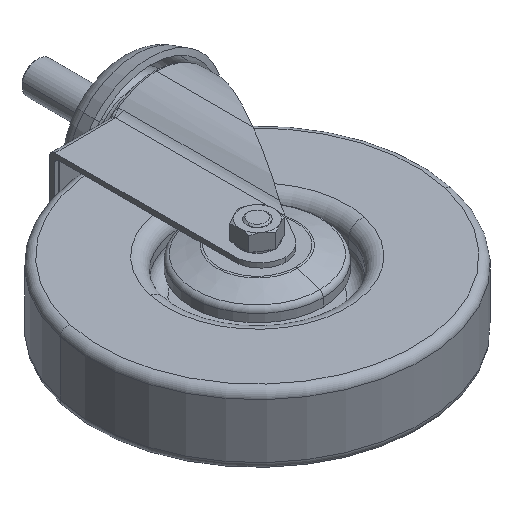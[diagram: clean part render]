
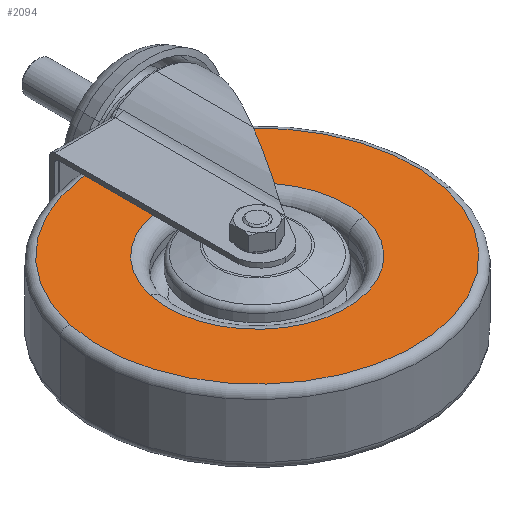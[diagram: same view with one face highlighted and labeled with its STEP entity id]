
A CAD part, isometric view. The second image highlights one B-rep face of the part: STEP entity #2094.
In plain terms, the highlighted planar face has unit normal (0, 0, 1).
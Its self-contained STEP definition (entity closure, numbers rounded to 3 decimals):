
#45 = CARTESIAN_POINT ( 'NONE',  ( -59.5, 0., 13.35 ) ) ;
#64 = DIRECTION ( 'NONE',  ( 0., 0., 1. ) ) ;
#197 = CIRCLE ( 'NONE', #5218, 59.5 ) ;
#534 = CARTESIAN_POINT ( 'NONE',  ( 0., 0., 13.35 ) ) ;
#732 = CARTESIAN_POINT ( 'NONE',  ( 59.5, 0., 13.35 ) ) ;
#957 = CIRCLE ( 'NONE', #1520, 34. ) ;
#1209 = CARTESIAN_POINT ( 'NONE',  ( 34., 0., 13.35 ) ) ;
#1300 = FACE_BOUND ( 'NONE', #4597, .T. ) ;
#1344 = EDGE_CURVE ( 'NONE', #1725, #6846, #5763, .T. ) ;
#1497 = EDGE_CURVE ( 'NONE', #6846, #1725, #197, .T. ) ;
#1520 = AXIS2_PLACEMENT_3D ( 'NONE', #4554, #7863, #3301 ) ;
#1538 = CARTESIAN_POINT ( 'NONE',  ( 0., 0., 13.35 ) ) ;
#1725 = VERTEX_POINT ( 'NONE', #45 ) ;
#2094 = ADVANCED_FACE ( 'NONE', ( #1300, #5427 ), #2409, .T. ) ;
#2409 = PLANE ( 'NONE',  #4452 ) ;
#2674 = ORIENTED_EDGE ( 'NONE', *, *, #7053, .T. ) ;
#2910 = AXIS2_PLACEMENT_3D ( 'NONE', #7491, #4897, #7514 ) ;
#3163 = ORIENTED_EDGE ( 'NONE', *, *, #1344, .T. ) ;
#3301 = DIRECTION ( 'NONE',  ( 1., 0., 0. ) ) ;
#3532 = DIRECTION ( 'NONE',  ( 1., 0., 0. ) ) ;
#3759 = DIRECTION ( 'NONE',  ( 0., 0., 1. ) ) ;
#4417 = CARTESIAN_POINT ( 'NONE',  ( -34., 0., 13.35 ) ) ;
#4452 = AXIS2_PLACEMENT_3D ( 'NONE', #534, #3759, #8253 ) ;
#4551 = DIRECTION ( 'NONE',  ( 1., 0., 0. ) ) ;
#4554 = CARTESIAN_POINT ( 'NONE',  ( 0., 0., 13.35 ) ) ;
#4577 = ORIENTED_EDGE ( 'NONE', *, *, #1497, .T. ) ;
#4597 = EDGE_LOOP ( 'NONE', ( #2674, #6136 ) ) ;
#4897 = DIRECTION ( 'NONE',  ( 0., 0., -1. ) ) ;
#5218 = AXIS2_PLACEMENT_3D ( 'NONE', #7803, #64, #4551 ) ;
#5427 = FACE_OUTER_BOUND ( 'NONE', #6079, .T. ) ;
#5463 = DIRECTION ( 'NONE',  ( 0., 0., 1. ) ) ;
#5577 = CIRCLE ( 'NONE', #2910, 34. ) ;
#5763 = CIRCLE ( 'NONE', #7680, 59.5 ) ;
#6079 = EDGE_LOOP ( 'NONE', ( #4577, #3163 ) ) ;
#6136 = ORIENTED_EDGE ( 'NONE', *, *, #7981, .T. ) ;
#6303 = VERTEX_POINT ( 'NONE', #1209 ) ;
#6313 = VERTEX_POINT ( 'NONE', #4417 ) ;
#6846 = VERTEX_POINT ( 'NONE', #732 ) ;
#7053 = EDGE_CURVE ( 'NONE', #6303, #6313, #5577, .T. ) ;
#7491 = CARTESIAN_POINT ( 'NONE',  ( 0., 0., 13.35 ) ) ;
#7514 = DIRECTION ( 'NONE',  ( 1., 0., 0. ) ) ;
#7680 = AXIS2_PLACEMENT_3D ( 'NONE', #1538, #5463, #3532 ) ;
#7803 = CARTESIAN_POINT ( 'NONE',  ( 0., 0., 13.35 ) ) ;
#7863 = DIRECTION ( 'NONE',  ( 0., 0., -1. ) ) ;
#7981 = EDGE_CURVE ( 'NONE', #6313, #6303, #957, .T. ) ;
#8253 = DIRECTION ( 'NONE',  ( 1., 0., 0. ) ) ;
